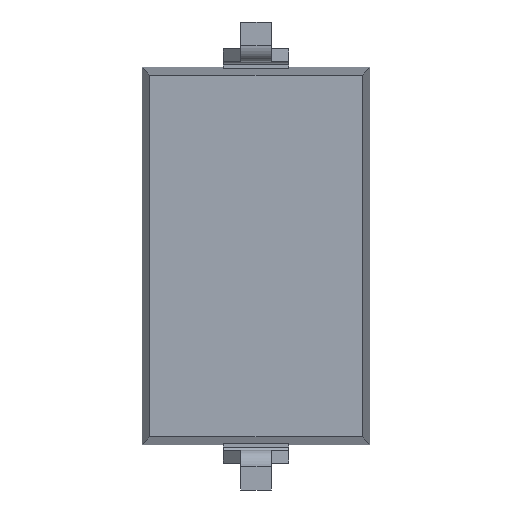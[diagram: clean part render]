
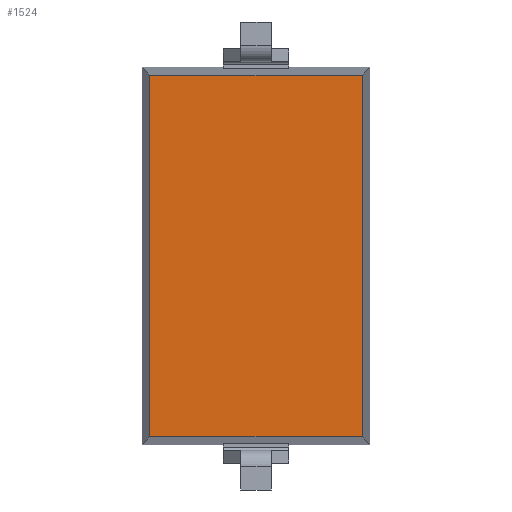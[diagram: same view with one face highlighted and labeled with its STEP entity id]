
A CAD part, front view. The second image highlights one B-rep face of the part: STEP entity #1524.
In plain terms, the highlighted planar face has unit normal (0, -1, 0).
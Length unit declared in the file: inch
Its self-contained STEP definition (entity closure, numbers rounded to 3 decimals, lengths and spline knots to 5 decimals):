
#124 = CARTESIAN_POINT ( 'NONE',  ( 0.08296, 0.00768, 0.14146 ) ) ;
#180 = DIRECTION ( 'NONE',  ( 0., 0., 1. ) ) ;
#263 = VECTOR ( 'NONE', #1377, 39.37008 ) ;
#333 = LINE ( 'NONE', #2326, #1580 ) ;
#379 = CARTESIAN_POINT ( 'NONE',  ( -0.089, 0.00768, -0.14146 ) ) ;
#402 = EDGE_CURVE ( 'NONE', #2552, #1051, #2817, .T. ) ;
#426 = PLANE ( 'NONE',  #1884 ) ;
#465 = DIRECTION ( 'NONE',  ( -1., 0., 0. ) ) ;
#670 = DIRECTION ( 'NONE',  ( 0., 1., 0. ) ) ;
#748 = ORIENTED_EDGE ( 'NONE', *, *, #2317, .T. ) ;
#768 = FACE_OUTER_BOUND ( 'NONE', #2355, .T. ) ;
#785 = VERTEX_POINT ( 'NONE', #1407 ) ;
#842 = LINE ( 'NONE', #1797, #263 ) ;
#868 = CARTESIAN_POINT ( 'NONE',  ( -0.089, 0.00768, 0.14146 ) ) ;
#937 = EDGE_CURVE ( 'NONE', #1051, #785, #333, .T. ) ;
#1051 = VERTEX_POINT ( 'NONE', #2189 ) ;
#1217 = VECTOR ( 'NONE', #465, 39.37008 ) ;
#1218 = DIRECTION ( 'NONE',  ( 0., 0., -1. ) ) ;
#1341 = VERTEX_POINT ( 'NONE', #1590 ) ;
#1377 = DIRECTION ( 'NONE',  ( 0., 0., 1. ) ) ;
#1407 = CARTESIAN_POINT ( 'NONE',  ( -0.08296, 0.00768, -0.14146 ) ) ;
#1524 = ADVANCED_FACE ( 'NONE', ( #768 ), #426, .F. ) ;
#1580 = VECTOR ( 'NONE', #1218, 39.37008 ) ;
#1590 = CARTESIAN_POINT ( 'NONE',  ( 0.08296, 0.00768, -0.14146 ) ) ;
#1591 = ORIENTED_EDGE ( 'NONE', *, *, #2580, .T. ) ;
#1697 = CARTESIAN_POINT ( 'NONE',  ( -0.089, 0.00768, 0.1475 ) ) ;
#1757 = VECTOR ( 'NONE', #1877, 39.37008 ) ;
#1795 = ORIENTED_EDGE ( 'NONE', *, *, #402, .T. ) ;
#1797 = CARTESIAN_POINT ( 'NONE',  ( 0.08296, 0.00768, 0.1475 ) ) ;
#1877 = DIRECTION ( 'NONE',  ( 1., 0., 0. ) ) ;
#1884 = AXIS2_PLACEMENT_3D ( 'NONE', #1697, #670, #180 ) ;
#2189 = CARTESIAN_POINT ( 'NONE',  ( -0.08296, 0.00768, 0.14146 ) ) ;
#2304 = LINE ( 'NONE', #379, #1757 ) ;
#2317 = EDGE_CURVE ( 'NONE', #1341, #2552, #842, .T. ) ;
#2326 = CARTESIAN_POINT ( 'NONE',  ( -0.08296, 0.00768, 0.1475 ) ) ;
#2355 = EDGE_LOOP ( 'NONE', ( #1795, #2671, #1591, #748 ) ) ;
#2552 = VERTEX_POINT ( 'NONE', #124 ) ;
#2580 = EDGE_CURVE ( 'NONE', #785, #1341, #2304, .T. ) ;
#2671 = ORIENTED_EDGE ( 'NONE', *, *, #937, .T. ) ;
#2817 = LINE ( 'NONE', #868, #1217 ) ;
